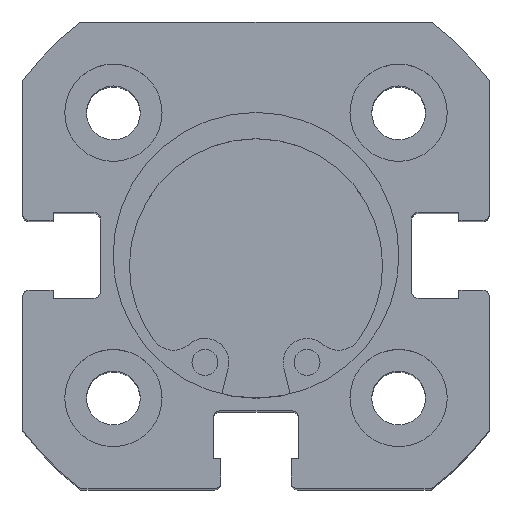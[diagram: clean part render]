
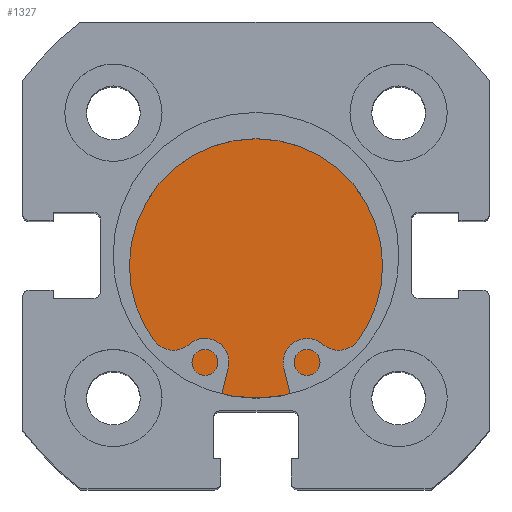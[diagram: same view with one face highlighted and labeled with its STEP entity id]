
A CAD part, top view. The second image highlights one B-rep face of the part: STEP entity #1327.
In plain terms, the highlighted face is planar.
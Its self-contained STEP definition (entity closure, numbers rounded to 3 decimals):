
#22 = DIRECTION ( 'NONE',  ( 0., 0., 1. ) ) ;
#23 = DIRECTION ( 'NONE',  ( -1., 0., 0. ) ) ;
#24 = CARTESIAN_POINT ( 'NONE',  ( 6., 0., 0. ) ) ;
#367 = EDGE_CURVE ( 'NONE', #1808, #1805, #3582, .T. ) ;
#381 = EDGE_CURVE ( 'NONE', #1805, #1808, #3602, .T. ) ;
#784 = EDGE_LOOP ( 'NONE', ( #5632, #5701 ) ) ;
#1327 = ADVANCED_FACE ( 'NONE', ( #4213 ), #5501, .F. ) ;
#1805 = VERTEX_POINT ( 'NONE', #2484 ) ;
#1808 = VERTEX_POINT ( 'NONE', #2487 ) ;
#2032 = AXIS2_PLACEMENT_3D ( 'NONE', #5500, #5503, #5504 ) ;
#2484 = CARTESIAN_POINT ( 'NONE',  ( 6., 0., -11. ) ) ;
#2487 = CARTESIAN_POINT ( 'NONE',  ( 6., 0., 11. ) ) ;
#2893 = AXIS2_PLACEMENT_3D ( 'NONE', #4379, #4380, #4381 ) ;
#2902 = AXIS2_PLACEMENT_3D ( 'NONE', #24, #23, #22 ) ;
#3582 = CIRCLE ( 'NONE', #2902, 11. ) ;
#3602 = CIRCLE ( 'NONE', #2893, 11. ) ;
#4213 = FACE_OUTER_BOUND ( 'NONE', #784, .T. ) ;
#4379 = CARTESIAN_POINT ( 'NONE',  ( 6., 0., 0. ) ) ;
#4380 = DIRECTION ( 'NONE',  ( -1., 0., 0. ) ) ;
#4381 = DIRECTION ( 'NONE',  ( 0., 0., 1. ) ) ;
#5500 = CARTESIAN_POINT ( 'NONE',  ( 6., 11., 0. ) ) ;
#5501 = PLANE ( 'NONE',  #2032 ) ;
#5503 = DIRECTION ( 'NONE',  ( -1., 0., 0. ) ) ;
#5504 = DIRECTION ( 'NONE',  ( 0., 0., 1. ) ) ;
#5632 = ORIENTED_EDGE ( 'NONE', *, *, #367, .F. ) ;
#5701 = ORIENTED_EDGE ( 'NONE', *, *, #381, .F. ) ;
